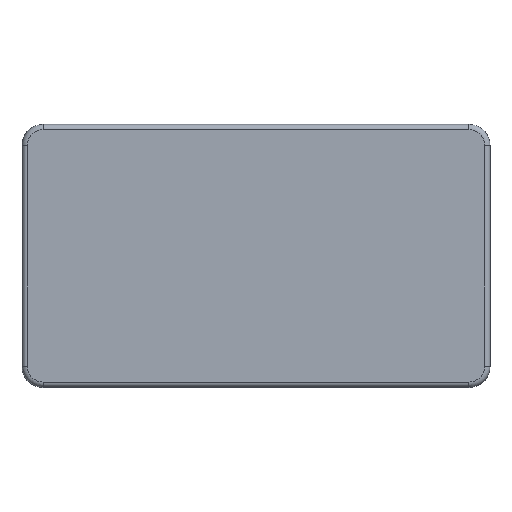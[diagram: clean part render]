
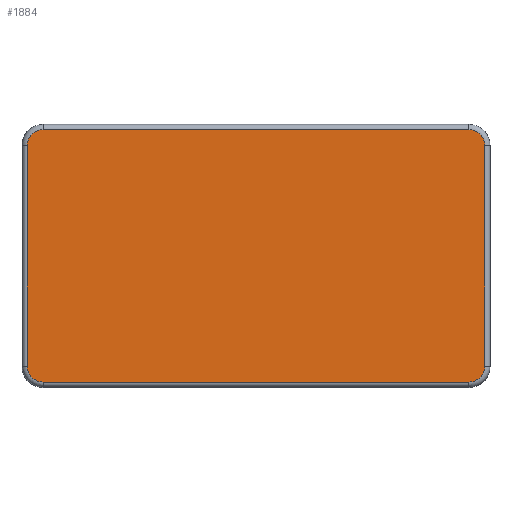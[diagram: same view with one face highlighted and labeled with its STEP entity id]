
A CAD part, top view. The second image highlights one B-rep face of the part: STEP entity #1884.
In plain terms, the highlighted planar face has unit normal (0, 0, 1).
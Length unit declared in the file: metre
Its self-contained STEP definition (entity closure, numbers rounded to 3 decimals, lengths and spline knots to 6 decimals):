
#91=CIRCLE('',#2041,0.003);
#92=CIRCLE('',#2042,0.003);
#93=CIRCLE('',#2043,0.003);
#94=CIRCLE('',#2044,0.003);
#295=ORIENTED_EDGE('',*,*,#819,.T.);
#296=ORIENTED_EDGE('',*,*,#820,.T.);
#297=ORIENTED_EDGE('',*,*,#821,.T.);
#298=ORIENTED_EDGE('',*,*,#822,.T.);
#299=ORIENTED_EDGE('',*,*,#823,.T.);
#300=ORIENTED_EDGE('',*,*,#824,.T.);
#301=ORIENTED_EDGE('',*,*,#825,.T.);
#302=ORIENTED_EDGE('',*,*,#826,.T.);
#819=EDGE_CURVE('',#1071,#1072,#1244,.F.);
#820=EDGE_CURVE('',#1072,#1073,#91,.T.);
#821=EDGE_CURVE('',#1073,#1074,#1245,.T.);
#822=EDGE_CURVE('',#1074,#1075,#92,.T.);
#823=EDGE_CURVE('',#1075,#1076,#1246,.T.);
#824=EDGE_CURVE('',#1076,#1077,#93,.T.);
#825=EDGE_CURVE('',#1077,#1078,#1247,.T.);
#826=EDGE_CURVE('',#1078,#1071,#94,.T.);
#1071=VERTEX_POINT('',#3012);
#1072=VERTEX_POINT('',#3013);
#1073=VERTEX_POINT('',#3015);
#1074=VERTEX_POINT('',#3017);
#1075=VERTEX_POINT('',#3019);
#1076=VERTEX_POINT('',#3021);
#1077=VERTEX_POINT('',#3023);
#1078=VERTEX_POINT('',#3025);
#1244=LINE('',#3011,#1452);
#1245=LINE('',#3016,#1453);
#1246=LINE('',#3020,#1454);
#1247=LINE('',#3024,#1455);
#1452=VECTOR('',#2385,1.);
#1453=VECTOR('',#2388,1.);
#1454=VECTOR('',#2391,1.);
#1455=VECTOR('',#2394,1.);
#1569=EDGE_LOOP('',(#295,#296,#297,#298,#299,#300,#301,#302));
#1693=FACE_BOUND('',#1569,.T.);
#1810=PLANE('',#2040);
#1884=ADVANCED_FACE('',(#1693),#1810,.T.);
#2040=AXIS2_PLACEMENT_3D('',#3010,#2383,#2384);
#2041=AXIS2_PLACEMENT_3D('',#3014,#2386,#2387);
#2042=AXIS2_PLACEMENT_3D('',#3018,#2389,#2390);
#2043=AXIS2_PLACEMENT_3D('',#3022,#2392,#2393);
#2044=AXIS2_PLACEMENT_3D('',#3026,#2395,#2396);
#2383=DIRECTION('',(0.,0.,1.));
#2384=DIRECTION('',(1.,0.,0.));
#2385=DIRECTION('',(0.,-1.,0.));
#2386=DIRECTION('',(0.,0.,1.));
#2387=DIRECTION('',(1.,0.,0.));
#2388=DIRECTION('',(-1.,0.,0.));
#2389=DIRECTION('',(0.,0.,1.));
#2390=DIRECTION('',(1.,0.,0.));
#2391=DIRECTION('',(0.,-1.,0.));
#2392=DIRECTION('',(0.,0.,1.));
#2393=DIRECTION('',(1.,0.,0.));
#2394=DIRECTION('',(1.,0.,0.));
#2395=DIRECTION('',(0.,0.,1.));
#2396=DIRECTION('',(1.,0.,0.));
#3010=CARTESIAN_POINT('',(-0.0045,0.,0.0075));
#3011=CARTESIAN_POINT('',(0.039,0.,0.0075));
#3012=CARTESIAN_POINT('',(0.039,-0.021,0.0075));
#3013=CARTESIAN_POINT('',(0.039,0.021,0.0075));
#3014=CARTESIAN_POINT('',(0.036,0.021,0.0075));
#3015=CARTESIAN_POINT('',(0.036,0.024,0.0075));
#3016=CARTESIAN_POINT('',(-0.045,0.024,0.0075));
#3017=CARTESIAN_POINT('',(-0.045,0.024,0.0075));
#3018=CARTESIAN_POINT('',(-0.045,0.021,0.0075));
#3019=CARTESIAN_POINT('',(-0.048,0.021,0.0075));
#3020=CARTESIAN_POINT('',(-0.048,-0.021,0.0075));
#3021=CARTESIAN_POINT('',(-0.048,-0.021,0.0075));
#3022=CARTESIAN_POINT('',(-0.045,-0.021,0.0075));
#3023=CARTESIAN_POINT('',(-0.045,-0.024,0.0075));
#3024=CARTESIAN_POINT('',(0.036,-0.024,0.0075));
#3025=CARTESIAN_POINT('',(0.036,-0.024,0.0075));
#3026=CARTESIAN_POINT('',(0.036,-0.021,0.0075));
